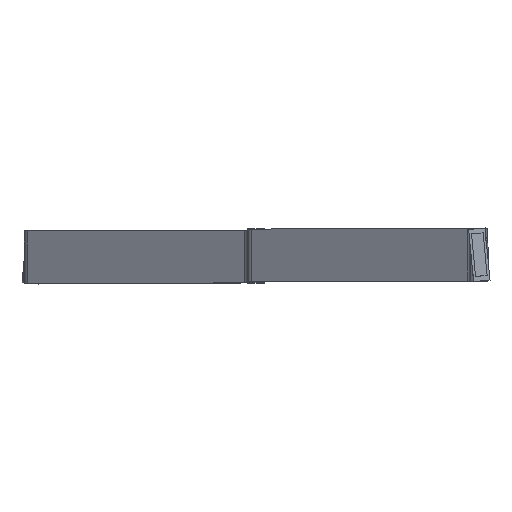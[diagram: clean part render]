
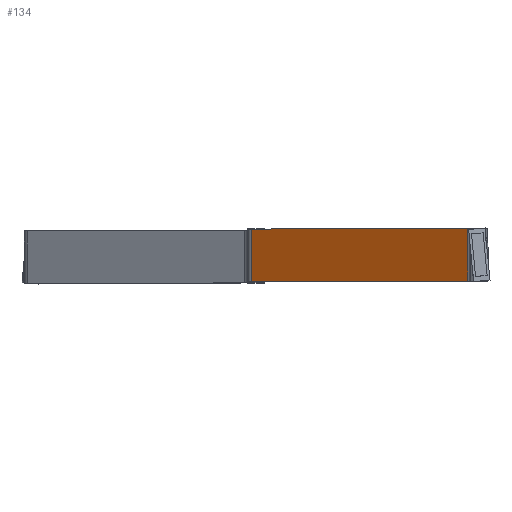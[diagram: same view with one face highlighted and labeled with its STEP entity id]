
A CAD part, top view. The second image highlights one B-rep face of the part: STEP entity #134.
In plain terms, the highlighted planar face has unit normal (-0.574, 0, 0.819).
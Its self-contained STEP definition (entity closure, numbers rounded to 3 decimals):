
#134=ADVANCED_FACE('',(#226),#188,.T.);
#188=PLANE('',#955);
#226=FACE_OUTER_BOUND('',#280,.T.);
#280=EDGE_LOOP('',(#352,#353,#354,#355));
#352=ORIENTED_EDGE('',*,*,#668,.F.);
#353=ORIENTED_EDGE('',*,*,#669,.T.);
#354=ORIENTED_EDGE('',*,*,#670,.T.);
#355=ORIENTED_EDGE('',*,*,#671,.T.);
#584=VERTEX_POINT('',#1249);
#585=VERTEX_POINT('',#1250);
#586=VERTEX_POINT('',#1252);
#587=VERTEX_POINT('',#1254);
#668=EDGE_CURVE('',#584,#585,#792,.T.);
#669=EDGE_CURVE('',#584,#586,#793,.T.);
#670=EDGE_CURVE('',#586,#587,#794,.T.);
#671=EDGE_CURVE('',#587,#585,#795,.T.);
#792=LINE('',#1248,#876);
#793=LINE('',#1251,#877);
#794=LINE('',#1253,#878);
#795=LINE('',#1255,#879);
#876=VECTOR('',#1037,1.);
#877=VECTOR('',#1038,1.);
#878=VECTOR('',#1039,1.);
#879=VECTOR('',#1040,1.);
#955=AXIS2_PLACEMENT_3D('',#1256,#1041,#1042);
#1037=DIRECTION('',(-0.819,0.,-0.574));
#1038=DIRECTION('',(0.,1.,0.));
#1039=DIRECTION('',(-0.819,0.,-0.574));
#1040=DIRECTION('',(0.,-1.,0.));
#1041=DIRECTION('',(-0.574,0.,0.819));
#1042=DIRECTION('',(0.819,0.,0.574));
#1248=CARTESIAN_POINT('',(285.86,-34.195,825.846));
#1249=CARTESIAN_POINT('',(276.65,-34.195,819.397));
#1250=CARTESIAN_POINT('',(-6.195,-34.195,621.347));
#1251=CARTESIAN_POINT('',(276.65,34.195,819.397));
#1252=CARTESIAN_POINT('',(276.65,34.195,819.397));
#1253=CARTESIAN_POINT('',(285.86,34.195,825.846));
#1254=CARTESIAN_POINT('',(-6.195,34.195,621.347));
#1255=CARTESIAN_POINT('',(-6.195,34.195,621.347));
#1256=CARTESIAN_POINT('',(285.86,34.195,825.846));
